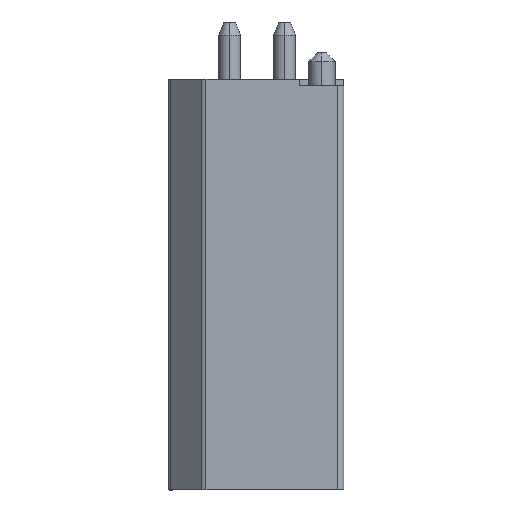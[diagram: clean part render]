
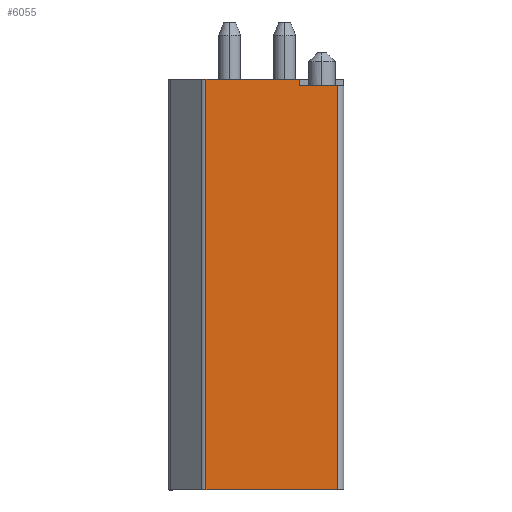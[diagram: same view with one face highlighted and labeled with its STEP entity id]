
A CAD part, left-side view. The second image highlights one B-rep face of the part: STEP entity #6055.
In plain terms, the highlighted planar face has unit normal (-1, 0, 0).
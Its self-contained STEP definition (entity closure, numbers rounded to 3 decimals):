
#53=CARTESIAN_POINT('',(-6.35,-1.,7.));
#54=VERTEX_POINT('',#53);
#61=CARTESIAN_POINT('',(-6.35,-1.,6.85));
#62=VERTEX_POINT('',#61);
#63=CARTESIAN_POINT('',(-6.35,-1.,7.));
#64=DIRECTION('',(0.,0.,-1.));
#65=VECTOR('',#64,0.15);
#66=LINE('',#63,#65);
#67=EDGE_CURVE('',#54,#62,#66,.T.);
#134=CARTESIAN_POINT('',(-6.35,1.138,7.));
#135=VERTEX_POINT('',#134);
#143=CARTESIAN_POINT('',(-6.35,1.138,7.));
#144=DIRECTION('',(0.,-1.,0.));
#145=VECTOR('',#144,2.138);
#146=LINE('',#143,#145);
#147=EDGE_CURVE('',#135,#54,#146,.T.);
#165=CARTESIAN_POINT('',(-6.35,-1.85,6.85));
#166=VERTEX_POINT('',#165);
#167=CARTESIAN_POINT('',(-6.35,-1.,6.85));
#168=DIRECTION('',(0.,-1.,0.));
#169=VECTOR('',#168,0.85);
#170=LINE('',#167,#169);
#171=EDGE_CURVE('',#62,#166,#170,.T.);
#6023=CARTESIAN_POINT('',(-6.35,-0.356,1.65));
#6024=DIRECTION('',(0.,0.,-1.));
#6025=DIRECTION('',(-1.,-0.,-0.));
#6026=AXIS2_PLACEMENT_3D('',#6023,#6025,#6024);
#6027=PLANE('',#6026);
#6028=ORIENTED_EDGE('',*,*,#171,.F.);
#6029=ORIENTED_EDGE('',*,*,#67,.F.);
#6030=ORIENTED_EDGE('',*,*,#147,.F.);
#6031=CARTESIAN_POINT('',(-6.35,1.138,-2.35));
#6032=VERTEX_POINT('',#6031);
#6033=CARTESIAN_POINT('',(-6.35,1.138,7.));
#6034=DIRECTION('',(0.,0.,-1.));
#6035=VECTOR('',#6034,9.35);
#6036=LINE('',#6033,#6035);
#6037=EDGE_CURVE('',#135,#6032,#6036,.T.);
#6038=ORIENTED_EDGE('E534',*,*,#6037,.T.);
#6039=CARTESIAN_POINT('',(-6.35,-1.85,-2.35));
#6040=VERTEX_POINT('',#6039);
#6041=CARTESIAN_POINT('',(-6.35,1.138,-2.35));
#6042=DIRECTION('',(0.,-1.,0.));
#6043=VECTOR('',#6042,2.988);
#6044=LINE('',#6041,#6043);
#6045=EDGE_CURVE('',#6032,#6040,#6044,.T.);
#6046=ORIENTED_EDGE('E535',*,*,#6045,.T.);
#6047=CARTESIAN_POINT('',(-6.35,-1.85,-2.35));
#6048=DIRECTION('',(0.,0.,1.));
#6049=VECTOR('',#6048,9.2);
#6050=LINE('',#6047,#6049);
#6051=EDGE_CURVE('',#6040,#166,#6050,.T.);
#6052=ORIENTED_EDGE('E536',*,*,#6051,.T.);
#6053=EDGE_LOOP('',(#6028,#6029,#6030,#6038,#6046,#6052));
#6054=FACE_OUTER_BOUND('',#6053,.T.);
#6055=ADVANCED_FACE('F178',(#6054),#6027,.T.);
